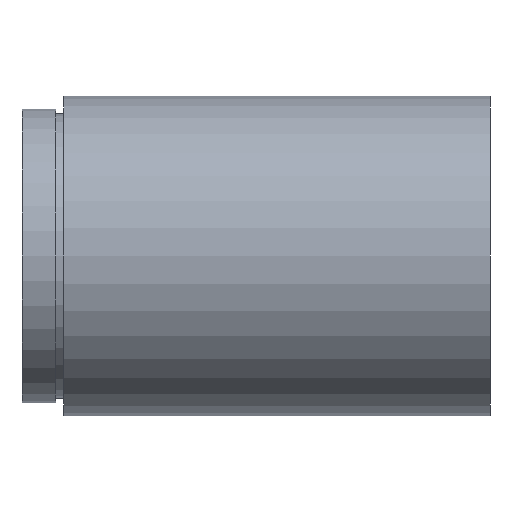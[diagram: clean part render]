
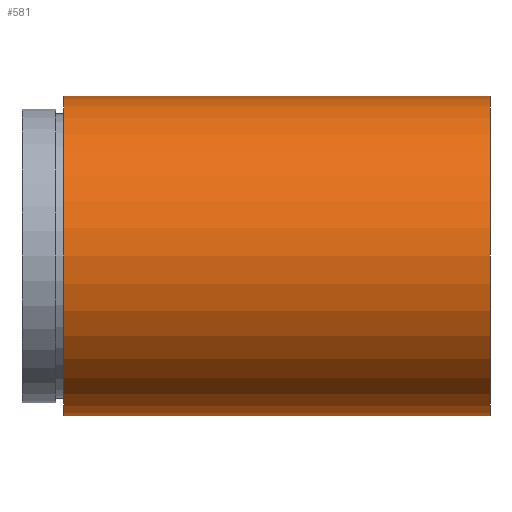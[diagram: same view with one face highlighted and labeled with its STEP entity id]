
A CAD part, left-side view. The second image highlights one B-rep face of the part: STEP entity #581.
In plain terms, the highlighted cylindrical face has radius 19.05 mm (diameter 38.1 mm), a partial arc.
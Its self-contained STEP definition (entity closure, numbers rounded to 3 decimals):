
#15 = DIRECTION ( 'NONE',  ( 0., 0., 1. ) ) ;
#34 = VERTEX_POINT ( 'NONE', #231 ) ;
#60 = ORIENTED_EDGE ( 'NONE', *, *, #379, .F. ) ;
#66 = VERTEX_POINT ( 'NONE', #426 ) ;
#85 = LINE ( 'NONE', #549, #334 ) ;
#94 = CIRCLE ( 'NONE', #320, 19.05 ) ;
#106 = DIRECTION ( 'NONE',  ( 0., 1., 0. ) ) ;
#117 = AXIS2_PLACEMENT_3D ( 'NONE', #587, #106, #15 ) ;
#148 = EDGE_CURVE ( 'NONE', #191, #34, #523, .T. ) ;
#175 = FACE_OUTER_BOUND ( 'NONE', #514, .T. ) ;
#191 = VERTEX_POINT ( 'NONE', #593 ) ;
#231 = CARTESIAN_POINT ( 'NONE',  ( 0., 50.8, 19.05 ) ) ;
#232 = CARTESIAN_POINT ( 'NONE',  ( 0., 0., 19.05 ) ) ;
#236 = DIRECTION ( 'NONE',  ( 0., 0., 1. ) ) ;
#240 = ORIENTED_EDGE ( 'NONE', *, *, #148, .F. ) ;
#265 = DIRECTION ( 'NONE',  ( 0., 0., 1. ) ) ;
#288 = CARTESIAN_POINT ( 'NONE',  ( 0., 161.376, 0. ) ) ;
#297 = DIRECTION ( 'NONE',  ( 0., 1., 0. ) ) ;
#306 = EDGE_CURVE ( 'NONE', #553, #34, #85, .T. ) ;
#320 = AXIS2_PLACEMENT_3D ( 'NONE', #608, #564, #265 ) ;
#334 = VECTOR ( 'NONE', #594, 1000. ) ;
#349 = EDGE_CURVE ( 'NONE', #66, #553, #94, .T. ) ;
#378 = CYLINDRICAL_SURFACE ( 'NONE', #417, 19.05 ) ;
#379 = EDGE_CURVE ( 'NONE', #66, #191, #468, .T. ) ;
#390 = ORIENTED_EDGE ( 'NONE', *, *, #306, .T. ) ;
#411 = CARTESIAN_POINT ( 'NONE',  ( 0., 161.376, -19.05 ) ) ;
#417 = AXIS2_PLACEMENT_3D ( 'NONE', #288, #297, #236 ) ;
#426 = CARTESIAN_POINT ( 'NONE',  ( 0., 0., -19.05 ) ) ;
#468 = LINE ( 'NONE', #411, #585 ) ;
#514 = EDGE_LOOP ( 'NONE', ( #60, #563, #390, #240 ) ) ;
#523 = CIRCLE ( 'NONE', #117, 19.05 ) ;
#549 = CARTESIAN_POINT ( 'NONE',  ( 0., 161.376, 19.05 ) ) ;
#553 = VERTEX_POINT ( 'NONE', #232 ) ;
#558 = DIRECTION ( 'NONE',  ( 0., 1., 0. ) ) ;
#563 = ORIENTED_EDGE ( 'NONE', *, *, #349, .T. ) ;
#564 = DIRECTION ( 'NONE',  ( 0., 1., 0. ) ) ;
#581 = ADVANCED_FACE ( 'NONE', ( #175 ), #378, .T. ) ;
#585 = VECTOR ( 'NONE', #558, 1000. ) ;
#587 = CARTESIAN_POINT ( 'NONE',  ( 0., 50.8, 0. ) ) ;
#593 = CARTESIAN_POINT ( 'NONE',  ( 0., 50.8, -19.05 ) ) ;
#594 = DIRECTION ( 'NONE',  ( 0., 1., 0. ) ) ;
#608 = CARTESIAN_POINT ( 'NONE',  ( 0., 0., 0. ) ) ;
